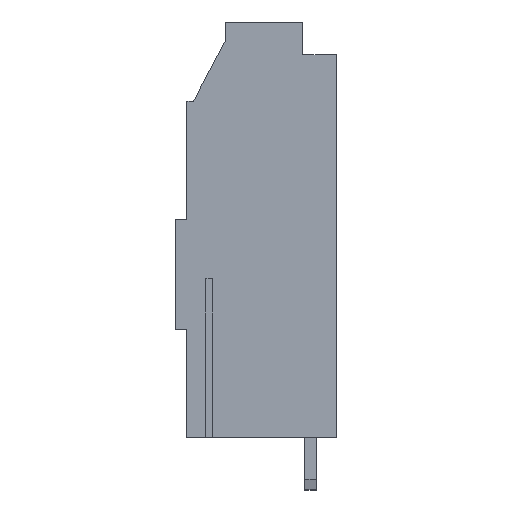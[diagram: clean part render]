
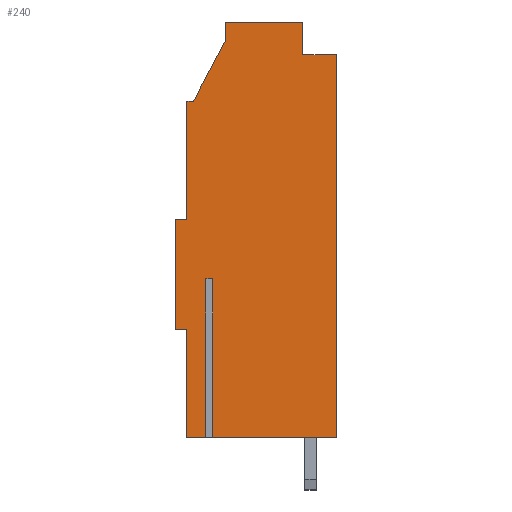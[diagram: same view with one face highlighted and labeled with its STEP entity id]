
A CAD part, top view. The second image highlights one B-rep face of the part: STEP entity #240.
In plain terms, the highlighted planar face has unit normal (0, 0, 1).
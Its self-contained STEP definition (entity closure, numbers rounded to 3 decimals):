
#240 = ADVANCED_FACE( '', ( #513 ), #514, .T. );
#513 = FACE_OUTER_BOUND( '', #811, .T. );
#514 = PLANE( '', #812 );
#811 = EDGE_LOOP( '', ( #1426, #1427, #1428, #1429, #1430, #1431, #1432, #1433, #1434, #1435, #1436, #1437, #1438, #1439, #1440, #1441, #1442 ) );
#812 = AXIS2_PLACEMENT_3D( '', #1443, #1444, #1445 );
#1426 = ORIENTED_EDGE( '', *, *, #1831, .T. );
#1427 = ORIENTED_EDGE( '', *, *, #2030, .T. );
#1428 = ORIENTED_EDGE( '', *, *, #2031, .F. );
#1429 = ORIENTED_EDGE( '', *, *, #2032, .F. );
#1430 = ORIENTED_EDGE( '', *, *, #1868, .F. );
#1431 = ORIENTED_EDGE( '', *, *, #1775, .F. );
#1432 = ORIENTED_EDGE( '', *, *, #1958, .F. );
#1433 = ORIENTED_EDGE( '', *, *, #2033, .F. );
#1434 = ORIENTED_EDGE( '', *, *, #1866, .F. );
#1435 = ORIENTED_EDGE( '', *, *, #2034, .F. );
#1436 = ORIENTED_EDGE( '', *, *, #1994, .F. );
#1437 = ORIENTED_EDGE( '', *, *, #1988, .F. );
#1438 = ORIENTED_EDGE( '', *, *, #1898, .F. );
#1439 = ORIENTED_EDGE( '', *, *, #1934, .F. );
#1440 = ORIENTED_EDGE( '', *, *, #2035, .F. );
#1441 = ORIENTED_EDGE( '', *, *, #1947, .F. );
#1442 = ORIENTED_EDGE( '', *, *, #2036, .T. );
#1443 = CARTESIAN_POINT( '', ( 11.35, -7.565, 15.24 ) );
#1444 = DIRECTION( '', ( 0., 0., 1. ) );
#1445 = DIRECTION( '', ( -1., 0., 0. ) );
#1775 = EDGE_CURVE( '', #2109, #2104, #2111, .T. );
#1831 = EDGE_CURVE( '', #2211, #2209, #2212, .T. );
#1866 = EDGE_CURVE( '', #2272, #2274, #2275, .T. );
#1868 = EDGE_CURVE( '', #2104, #2265, #2277, .T. );
#1898 = EDGE_CURVE( '', #2324, #2326, #2327, .T. );
#1934 = EDGE_CURVE( '', #2381, #2324, #2383, .T. );
#1947 = EDGE_CURVE( '', #2401, #2402, #2403, .T. );
#1958 = EDGE_CURVE( '', #2417, #2109, #2418, .T. );
#1988 = EDGE_CURVE( '', #2326, #2462, #2463, .T. );
#1994 = EDGE_CURVE( '', #2462, #2470, #2471, .T. );
#2030 = EDGE_CURVE( '', #2209, #2519, #2520, .T. );
#2031 = EDGE_CURVE( '', #2521, #2519, #2522, .T. );
#2032 = EDGE_CURVE( '', #2265, #2521, #2523, .T. );
#2033 = EDGE_CURVE( '', #2274, #2417, #2524, .T. );
#2034 = EDGE_CURVE( '', #2470, #2272, #2525, .T. );
#2035 = EDGE_CURVE( '', #2402, #2381, #2526, .T. );
#2036 = EDGE_CURVE( '', #2401, #2211, #2527, .T. );
#2104 = VERTEX_POINT( '', #2601 );
#2109 = VERTEX_POINT( '', #2608 );
#2111 = LINE( '', #2611, #2612 );
#2209 = VERTEX_POINT( '', #2751 );
#2211 = VERTEX_POINT( '', #2754 );
#2212 = LINE( '', #2755, #2756 );
#2265 = VERTEX_POINT( '', #2835 );
#2272 = VERTEX_POINT( '', #2846 );
#2274 = VERTEX_POINT( '', #2849 );
#2275 = LINE( '', #2850, #2851 );
#2277 = LINE( '', #2854, #2855 );
#2324 = VERTEX_POINT( '', #2925 );
#2326 = VERTEX_POINT( '', #2928 );
#2327 = LINE( '', #2929, #2930 );
#2381 = VERTEX_POINT( '', #3003 );
#2383 = LINE( '', #3006, #3007 );
#2401 = VERTEX_POINT( '', #3033 );
#2402 = VERTEX_POINT( '', #3034 );
#2403 = LINE( '', #3035, #3036 );
#2417 = VERTEX_POINT( '', #3057 );
#2418 = LINE( '', #3058, #3059 );
#2462 = VERTEX_POINT( '', #3124 );
#2463 = LINE( '', #3125, #3126 );
#2470 = VERTEX_POINT( '', #3137 );
#2471 = LINE( '', #3138, #3139 );
#2519 = VERTEX_POINT( '', #3210 );
#2520 = LINE( '', #3211, #3212 );
#2521 = VERTEX_POINT( '', #3213 );
#2522 = LINE( '', #3214, #3215 );
#2523 = LINE( '', #3216, #3217 );
#2524 = LINE( '', #3218, #3219 );
#2525 = LINE( '', #3220, #3221 );
#2526 = LINE( '', #3222, #3223 );
#2527 = LINE( '', #3224, #3225 );
#2601 = CARTESIAN_POINT( '', ( 1.446, 0., 15.24 ) );
#2608 = CARTESIAN_POINT( '', ( 1.446, 12., 15.24 ) );
#2611 = CARTESIAN_POINT( '', ( 1.446, 0., 15.24 ) );
#2612 = VECTOR( '', #3328, 1000. );
#2751 = CARTESIAN_POINT( '', ( -0.85, 16.5, 15.24 ) );
#2754 = CARTESIAN_POINT( '', ( 0., 16.5, 15.24 ) );
#2755 = CARTESIAN_POINT( '', ( -6., 16.5, 15.24 ) );
#2756 = VECTOR( '', #3380, 1000. );
#2835 = CARTESIAN_POINT( '', ( 0., 0., 15.24 ) );
#2846 = CARTESIAN_POINT( '', ( 11.35, 0., 15.24 ) );
#2849 = CARTESIAN_POINT( '', ( 1.954, 0., 15.24 ) );
#2850 = CARTESIAN_POINT( '', ( -6., 0., 15.24 ) );
#2851 = VECTOR( '', #3412, 1000. );
#2854 = CARTESIAN_POINT( '', ( -6., 0., 15.24 ) );
#2855 = VECTOR( '', #3414, 1000. );
#2925 = CARTESIAN_POINT( '', ( 2.9, 31.5, 15.24 ) );
#2928 = CARTESIAN_POINT( '', ( 8.8, 31.5, 15.24 ) );
#2929 = CARTESIAN_POINT( '', ( -6., 31.5, 15.24 ) );
#2930 = VECTOR( '', #3439, 1000. );
#3003 = CARTESIAN_POINT( '', ( 2.9, 30., 15.24 ) );
#3006 = CARTESIAN_POINT( '', ( 2.9, 0., 15.24 ) );
#3007 = VECTOR( '', #3478, 1000. );
#3033 = CARTESIAN_POINT( '', ( 0., 25.5, 15.24 ) );
#3034 = CARTESIAN_POINT( '', ( 0.5, 25.5, 15.24 ) );
#3035 = CARTESIAN_POINT( '', ( -6., 25.5, 15.24 ) );
#3036 = VECTOR( '', #3487, 1000. );
#3057 = CARTESIAN_POINT( '', ( 1.954, 12., 15.24 ) );
#3058 = CARTESIAN_POINT( '', ( -6., 12., 15.24 ) );
#3059 = VECTOR( '', #3495, 1000. );
#3124 = CARTESIAN_POINT( '', ( 8.8, 29., 15.24 ) );
#3125 = CARTESIAN_POINT( '', ( 8.8, 0., 15.24 ) );
#3126 = VECTOR( '', #3520, 1000. );
#3137 = CARTESIAN_POINT( '', ( 11.35, 29., 15.24 ) );
#3138 = CARTESIAN_POINT( '', ( -6., 29., 15.24 ) );
#3139 = VECTOR( '', #3525, 1000. );
#3210 = CARTESIAN_POINT( '', ( -0.85, 8.2, 15.24 ) );
#3211 = CARTESIAN_POINT( '', ( -0.85, 0., 15.24 ) );
#3212 = VECTOR( '', #3555, 1000. );
#3213 = CARTESIAN_POINT( '', ( 0., 8.2, 15.24 ) );
#3214 = CARTESIAN_POINT( '', ( -6., 8.2, 15.24 ) );
#3215 = VECTOR( '', #3556, 1000. );
#3216 = CARTESIAN_POINT( '', ( 0., 0., 15.24 ) );
#3217 = VECTOR( '', #3557, 1000. );
#3218 = CARTESIAN_POINT( '', ( 1.954, 0., 15.24 ) );
#3219 = VECTOR( '', #3558, 1000. );
#3220 = CARTESIAN_POINT( '', ( 11.35, 0., 15.24 ) );
#3221 = VECTOR( '', #3559, 1000. );
#3222 = CARTESIAN_POINT( '', ( -13.1, 0., 15.24 ) );
#3223 = VECTOR( '', #3560, 1000. );
#3224 = CARTESIAN_POINT( '', ( 0., 0., 15.24 ) );
#3225 = VECTOR( '', #3561, 1000. );
#3328 = DIRECTION( '', ( 0., -1., 0. ) );
#3380 = DIRECTION( '', ( -1., 0., 0. ) );
#3412 = DIRECTION( '', ( -1., 0., 0. ) );
#3414 = DIRECTION( '', ( -1., 0., 0. ) );
#3439 = DIRECTION( '', ( 1., 0., 0. ) );
#3478 = DIRECTION( '', ( 0., 1., 0. ) );
#3487 = DIRECTION( '', ( 1., 0., 0. ) );
#3495 = DIRECTION( '', ( -1., 0., 0. ) );
#3520 = DIRECTION( '', ( 0., -1., 0. ) );
#3525 = DIRECTION( '', ( 1., 0., 0. ) );
#3555 = DIRECTION( '', ( 0., -1., 0. ) );
#3556 = DIRECTION( '', ( -1., 0., 0. ) );
#3557 = DIRECTION( '', ( 0., 1., 0. ) );
#3558 = DIRECTION( '', ( 0., 1., 0. ) );
#3559 = DIRECTION( '', ( 0., -1., 0. ) );
#3560 = DIRECTION( '', ( 0.471, 0.882, 0. ) );
#3561 = DIRECTION( '', ( 0., -1., 0. ) );
